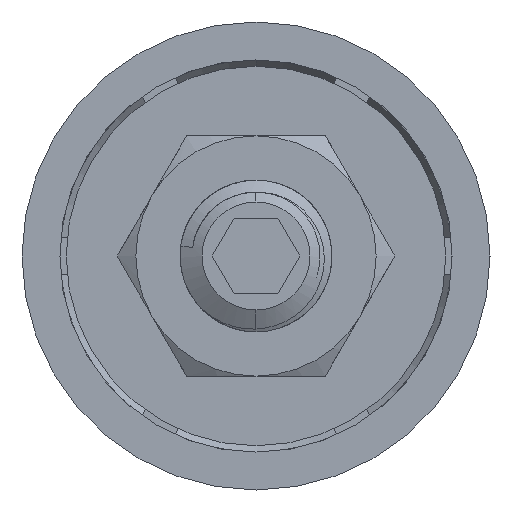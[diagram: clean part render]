
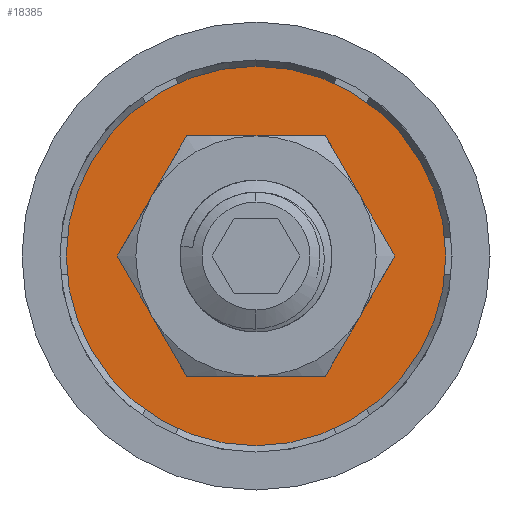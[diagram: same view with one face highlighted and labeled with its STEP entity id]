
A CAD part, left-side view. The second image highlights one B-rep face of the part: STEP entity #18385.
In plain terms, the highlighted face is planar.
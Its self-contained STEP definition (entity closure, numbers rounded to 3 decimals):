
#770 = PLANE ( 'NONE',  #10144 ) ;
#772 = AXIS2_PLACEMENT_3D ( 'NONE', #17925, #14786, #17828 ) ;
#868 = FACE_BOUND ( 'NONE', #5261, .T. ) ;
#1440 = DIRECTION ( 'NONE',  ( 0., 0., -1. ) ) ;
#2733 = VERTEX_POINT ( 'NONE', #7639 ) ;
#3069 = EDGE_CURVE ( 'NONE', #17954, #10484, #8024, .T. ) ;
#4150 = ORIENTED_EDGE ( 'NONE', *, *, #7952, .F. ) ;
#4580 = CARTESIAN_POINT ( 'NONE',  ( 3., 0., -6.5 ) ) ;
#4649 = DIRECTION ( 'NONE',  ( 1., 0., 0. ) ) ;
#4761 = ORIENTED_EDGE ( 'NONE', *, *, #12972, .T. ) ;
#5261 = EDGE_LOOP ( 'NONE', ( #4150, #17857 ) ) ;
#6883 = CARTESIAN_POINT ( 'NONE',  ( 3., 0., 0. ) ) ;
#7295 = CARTESIAN_POINT ( 'NONE',  ( 3., 6.5, 0. ) ) ;
#7639 = CARTESIAN_POINT ( 'NONE',  ( 3., 0., -15. ) ) ;
#7679 = CARTESIAN_POINT ( 'NONE',  ( 3., 0., 0. ) ) ;
#7952 = EDGE_CURVE ( 'NONE', #10484, #17954, #18147, .T. ) ;
#8024 = CIRCLE ( 'NONE', #18661, 6.5 ) ;
#8465 = FACE_OUTER_BOUND ( 'NONE', #11615, .T. ) ;
#9142 = AXIS2_PLACEMENT_3D ( 'NONE', #6883, #10960, #14197 ) ;
#10080 = CIRCLE ( 'NONE', #9142, 15. ) ;
#10144 = AXIS2_PLACEMENT_3D ( 'NONE', #7295, #11668, #1440 ) ;
#10484 = VERTEX_POINT ( 'NONE', #11984 ) ;
#10960 = DIRECTION ( 'NONE',  ( 1., 0., 0. ) ) ;
#11401 = DIRECTION ( 'NONE',  ( 1., 0., 0. ) ) ;
#11615 = EDGE_LOOP ( 'NONE', ( #15841, #4761 ) ) ;
#11668 = DIRECTION ( 'NONE',  ( 1., 0., 0. ) ) ;
#11828 = VERTEX_POINT ( 'NONE', #14380 ) ;
#11984 = CARTESIAN_POINT ( 'NONE',  ( 3., 0., 6.5 ) ) ;
#12040 = EDGE_CURVE ( 'NONE', #2733, #11828, #10080, .T. ) ;
#12786 = DIRECTION ( 'NONE',  ( 0., 0., -1. ) ) ;
#12972 = EDGE_CURVE ( 'NONE', #11828, #2733, #18837, .T. ) ;
#14197 = DIRECTION ( 'NONE',  ( 0., 0., -1. ) ) ;
#14380 = CARTESIAN_POINT ( 'NONE',  ( 3., 0., 15. ) ) ;
#14786 = DIRECTION ( 'NONE',  ( 1., 0., 0. ) ) ;
#15841 = ORIENTED_EDGE ( 'NONE', *, *, #12040, .T. ) ;
#17481 = CARTESIAN_POINT ( 'NONE',  ( 3., 0., 0. ) ) ;
#17828 = DIRECTION ( 'NONE',  ( 0., 0., -1. ) ) ;
#17857 = ORIENTED_EDGE ( 'NONE', *, *, #3069, .F. ) ;
#17925 = CARTESIAN_POINT ( 'NONE',  ( 3., 0., 0. ) ) ;
#17954 = VERTEX_POINT ( 'NONE', #4580 ) ;
#18039 = DIRECTION ( 'NONE',  ( 0., 0., -1. ) ) ;
#18147 = CIRCLE ( 'NONE', #18459, 6.5 ) ;
#18385 = ADVANCED_FACE ( 'NONE', ( #8465, #868 ), #770, .T. ) ;
#18459 = AXIS2_PLACEMENT_3D ( 'NONE', #7679, #4649, #18039 ) ;
#18661 = AXIS2_PLACEMENT_3D ( 'NONE', #17481, #11401, #12786 ) ;
#18837 = CIRCLE ( 'NONE', #772, 15. ) ;
